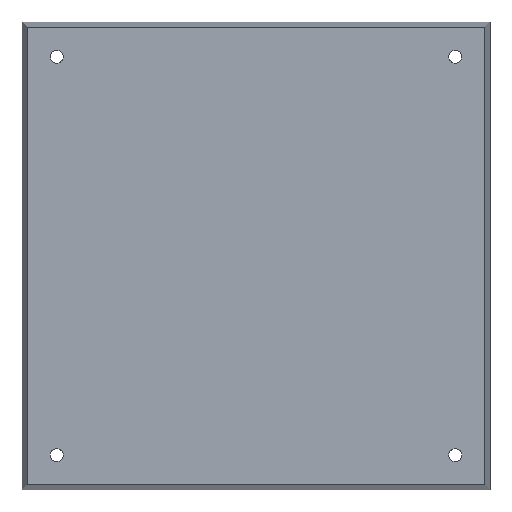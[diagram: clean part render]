
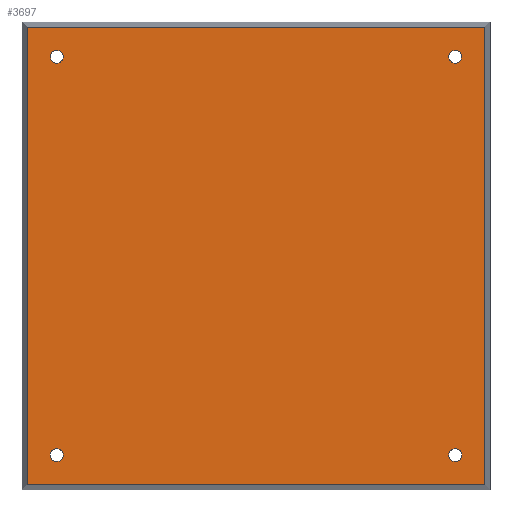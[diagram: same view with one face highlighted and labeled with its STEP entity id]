
A CAD part, top view. The second image highlights one B-rep face of the part: STEP entity #3697.
In plain terms, the highlighted planar face has unit normal (0, 0, 1).
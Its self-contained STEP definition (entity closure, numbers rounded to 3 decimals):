
#171 = VECTOR ( 'NONE', #8692, 1000. ) ;
#190 = ORIENTED_EDGE ( 'NONE', *, *, #8746, .F. ) ;
#222 = DIRECTION ( 'NONE',  ( 1., 0., 0. ) ) ;
#344 = CARTESIAN_POINT ( 'NONE',  ( 17.747, 184.997, 0. ) ) ;
#557 = AXIS2_PLACEMENT_3D ( 'NONE', #8294, #2719, #7347 ) ;
#755 = FACE_BOUND ( 'NONE', #4154, .T. ) ;
#864 = DIRECTION ( 'NONE',  ( 1., 0., 0. ) ) ;
#879 = DIRECTION ( 'NONE',  ( 1., 0., 0. ) ) ;
#884 = DIRECTION ( 'NONE',  ( 1., 0., 0. ) ) ;
#1016 = EDGE_CURVE ( 'NONE', #7390, #8818, #1874, .T. ) ;
#1039 = LINE ( 'NONE', #7239, #171 ) ;
#1068 = EDGE_CURVE ( 'NONE', #6299, #3726, #9931, .T. ) ;
#1241 = CARTESIAN_POINT ( 'NONE',  ( 12.247, 15.003, 0. ) ) ;
#1449 = CARTESIAN_POINT ( 'NONE',  ( 197.708, 2.292, 0. ) ) ;
#1464 = FACE_BOUND ( 'NONE', #8829, .T. ) ;
#1509 = EDGE_CURVE ( 'NONE', #5849, #4804, #3325, .T. ) ;
#1568 = FACE_BOUND ( 'NONE', #7432, .T. ) ;
#1697 = EDGE_LOOP ( 'NONE', ( #8089, #5030 ) ) ;
#1779 = AXIS2_PLACEMENT_3D ( 'NONE', #7576, #9009, #2133 ) ;
#1797 = ORIENTED_EDGE ( 'NONE', *, *, #1509, .F. ) ;
#1863 = EDGE_CURVE ( 'NONE', #7525, #4471, #2355, .T. ) ;
#1874 = LINE ( 'NONE', #5018, #6327 ) ;
#1981 = VERTEX_POINT ( 'NONE', #8791 ) ;
#2019 = DIRECTION ( 'NONE',  ( 0., 0., 1. ) ) ;
#2066 = ORIENTED_EDGE ( 'NONE', *, *, #3017, .F. ) ;
#2126 = CARTESIAN_POINT ( 'NONE',  ( 197.708, 2.292, 0. ) ) ;
#2133 = DIRECTION ( 'NONE',  ( 1., 0., 0. ) ) ;
#2213 = VERTEX_POINT ( 'NONE', #1241 ) ;
#2292 = CIRCLE ( 'NONE', #5040, 2.75 ) ;
#2355 = CIRCLE ( 'NONE', #557, 2.75 ) ;
#2504 = AXIS2_PLACEMENT_3D ( 'NONE', #7514, #2019, #5265 ) ;
#2661 = EDGE_CURVE ( 'NONE', #8178, #2213, #9904, .T. ) ;
#2719 = DIRECTION ( 'NONE',  ( 0., 0., 1. ) ) ;
#2752 = CARTESIAN_POINT ( 'NONE',  ( 2.292, 197.708, 0. ) ) ;
#2798 = CARTESIAN_POINT ( 'NONE',  ( 187.753, 15.003, 0. ) ) ;
#2887 = ORIENTED_EDGE ( 'NONE', *, *, #8665, .T. ) ;
#2905 = DIRECTION ( 'NONE',  ( 1., 0., 0. ) ) ;
#3017 = EDGE_CURVE ( 'NONE', #3726, #6299, #8112, .T. ) ;
#3325 = CIRCLE ( 'NONE', #2504, 2.75 ) ;
#3421 = CARTESIAN_POINT ( 'NONE',  ( 185.003, 184.997, 0. ) ) ;
#3513 = LINE ( 'NONE', #2752, #5947 ) ;
#3602 = VECTOR ( 'NONE', #6915, 1000. ) ;
#3640 = AXIS2_PLACEMENT_3D ( 'NONE', #6317, #5586, #222 ) ;
#3697 = ADVANCED_FACE ( 'NONE', ( #9144, #1464, #1568, #755, #4545 ), #7778, .F. ) ;
#3726 = VERTEX_POINT ( 'NONE', #7667 ) ;
#3859 = EDGE_CURVE ( 'NONE', #1981, #7390, #3513, .T. ) ;
#3973 = ORIENTED_EDGE ( 'NONE', *, *, #1863, .F. ) ;
#4055 = DIRECTION ( 'NONE',  ( 0., 0., 1. ) ) ;
#4154 = EDGE_LOOP ( 'NONE', ( #8610, #2066 ) ) ;
#4317 = DIRECTION ( 'NONE',  ( -1., 0., 0. ) ) ;
#4440 = CIRCLE ( 'NONE', #3640, 2.75 ) ;
#4471 = VERTEX_POINT ( 'NONE', #6062 ) ;
#4517 = CARTESIAN_POINT ( 'NONE',  ( 17.747, 15.003, 0. ) ) ;
#4545 = FACE_OUTER_BOUND ( 'NONE', #4668, .T. ) ;
#4606 = LINE ( 'NONE', #2126, #3602 ) ;
#4660 = CARTESIAN_POINT ( 'NONE',  ( 2.292, 2.292, 0. ) ) ;
#4668 = EDGE_LOOP ( 'NONE', ( #2887, #8774, #9710, #7092 ) ) ;
#4736 = DIRECTION ( 'NONE',  ( 0., -1., 0. ) ) ;
#4789 = ORIENTED_EDGE ( 'NONE', *, *, #9480, .F. ) ;
#4804 = VERTEX_POINT ( 'NONE', #2798 ) ;
#4823 = DIRECTION ( 'NONE',  ( 0., 0., 1. ) ) ;
#5018 = CARTESIAN_POINT ( 'NONE',  ( 2.292, 2.292, 0. ) ) ;
#5030 = ORIENTED_EDGE ( 'NONE', *, *, #5954, .F. ) ;
#5040 = AXIS2_PLACEMENT_3D ( 'NONE', #7134, #9919, #879 ) ;
#5265 = DIRECTION ( 'NONE',  ( 1., 0., 0. ) ) ;
#5366 = CARTESIAN_POINT ( 'NONE',  ( 0., 0., 0. ) ) ;
#5542 = CIRCLE ( 'NONE', #8164, 2.75 ) ;
#5586 = DIRECTION ( 'NONE',  ( 0., 0., 1. ) ) ;
#5642 = AXIS2_PLACEMENT_3D ( 'NONE', #6103, #8360, #2905 ) ;
#5849 = VERTEX_POINT ( 'NONE', #9651 ) ;
#5947 = VECTOR ( 'NONE', #4317, 1000. ) ;
#5954 = EDGE_CURVE ( 'NONE', #2213, #8178, #2292, .T. ) ;
#5995 = VERTEX_POINT ( 'NONE', #1449 ) ;
#6062 = CARTESIAN_POINT ( 'NONE',  ( 182.253, 184.997, 0. ) ) ;
#6103 = CARTESIAN_POINT ( 'NONE',  ( 14.997, 184.997, 0. ) ) ;
#6299 = VERTEX_POINT ( 'NONE', #344 ) ;
#6317 = CARTESIAN_POINT ( 'NONE',  ( 185.003, 15.003, 0. ) ) ;
#6327 = VECTOR ( 'NONE', #4736, 1000. ) ;
#6915 = DIRECTION ( 'NONE',  ( 0., 1., 0. ) ) ;
#7055 = CARTESIAN_POINT ( 'NONE',  ( 187.753, 184.997, 0. ) ) ;
#7092 = ORIENTED_EDGE ( 'NONE', *, *, #7666, .T. ) ;
#7103 = AXIS2_PLACEMENT_3D ( 'NONE', #5366, #7832, #8399 ) ;
#7133 = AXIS2_PLACEMENT_3D ( 'NONE', #7998, #4823, #884 ) ;
#7134 = CARTESIAN_POINT ( 'NONE',  ( 14.997, 15.003, 0. ) ) ;
#7239 = CARTESIAN_POINT ( 'NONE',  ( 2.292, 2.292, 0. ) ) ;
#7347 = DIRECTION ( 'NONE',  ( 1., 0., 0. ) ) ;
#7390 = VERTEX_POINT ( 'NONE', #8987 ) ;
#7432 = EDGE_LOOP ( 'NONE', ( #3973, #190 ) ) ;
#7514 = CARTESIAN_POINT ( 'NONE',  ( 185.003, 15.003, 0. ) ) ;
#7525 = VERTEX_POINT ( 'NONE', #7055 ) ;
#7576 = CARTESIAN_POINT ( 'NONE',  ( 14.997, 184.997, 0. ) ) ;
#7666 = EDGE_CURVE ( 'NONE', #8818, #5995, #1039, .T. ) ;
#7667 = CARTESIAN_POINT ( 'NONE',  ( 12.247, 184.997, 0. ) ) ;
#7778 = PLANE ( 'NONE',  #7103 ) ;
#7832 = DIRECTION ( 'NONE',  ( 0., 0., -1. ) ) ;
#7998 = CARTESIAN_POINT ( 'NONE',  ( 14.997, 15.003, 0. ) ) ;
#8089 = ORIENTED_EDGE ( 'NONE', *, *, #2661, .F. ) ;
#8112 = CIRCLE ( 'NONE', #5642, 2.75 ) ;
#8164 = AXIS2_PLACEMENT_3D ( 'NONE', #3421, #4055, #864 ) ;
#8178 = VERTEX_POINT ( 'NONE', #4517 ) ;
#8294 = CARTESIAN_POINT ( 'NONE',  ( 185.003, 184.997, 0. ) ) ;
#8360 = DIRECTION ( 'NONE',  ( 0., 0., 1. ) ) ;
#8399 = DIRECTION ( 'NONE',  ( -1., 0., 0. ) ) ;
#8610 = ORIENTED_EDGE ( 'NONE', *, *, #1068, .F. ) ;
#8665 = EDGE_CURVE ( 'NONE', #5995, #1981, #4606, .T. ) ;
#8692 = DIRECTION ( 'NONE',  ( 1., 0., 0. ) ) ;
#8746 = EDGE_CURVE ( 'NONE', #4471, #7525, #5542, .T. ) ;
#8774 = ORIENTED_EDGE ( 'NONE', *, *, #3859, .T. ) ;
#8791 = CARTESIAN_POINT ( 'NONE',  ( 197.708, 197.708, 0. ) ) ;
#8818 = VERTEX_POINT ( 'NONE', #4660 ) ;
#8829 = EDGE_LOOP ( 'NONE', ( #4789, #1797 ) ) ;
#8987 = CARTESIAN_POINT ( 'NONE',  ( 2.292, 197.708, 0. ) ) ;
#9009 = DIRECTION ( 'NONE',  ( 0., 0., 1. ) ) ;
#9144 = FACE_BOUND ( 'NONE', #1697, .T. ) ;
#9480 = EDGE_CURVE ( 'NONE', #4804, #5849, #4440, .T. ) ;
#9651 = CARTESIAN_POINT ( 'NONE',  ( 182.253, 15.003, 0. ) ) ;
#9710 = ORIENTED_EDGE ( 'NONE', *, *, #1016, .T. ) ;
#9904 = CIRCLE ( 'NONE', #7133, 2.75 ) ;
#9919 = DIRECTION ( 'NONE',  ( 0., 0., 1. ) ) ;
#9931 = CIRCLE ( 'NONE', #1779, 2.75 ) ;
